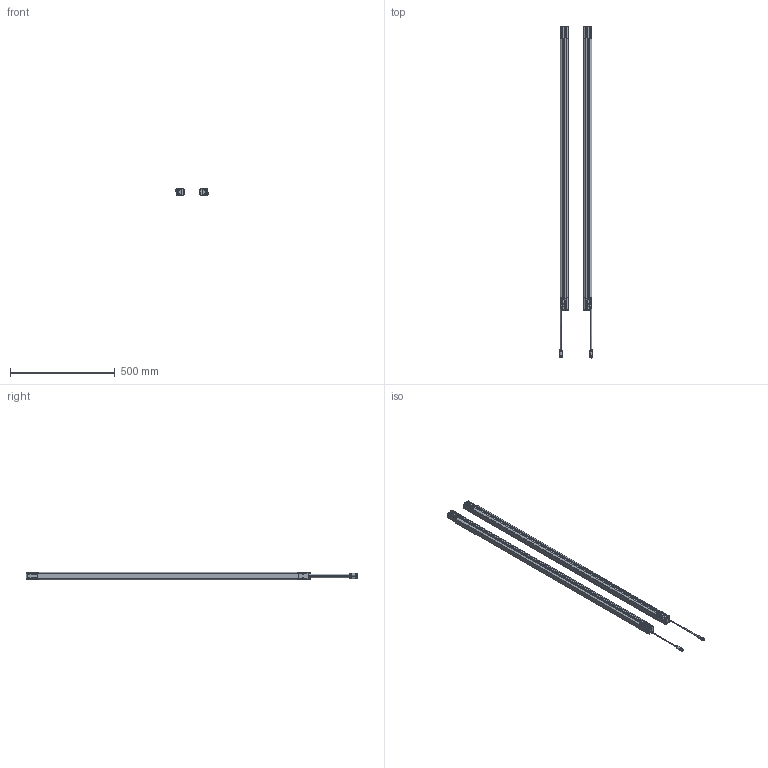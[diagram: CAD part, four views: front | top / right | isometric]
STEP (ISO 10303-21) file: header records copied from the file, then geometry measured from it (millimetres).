
FILE_DESCRIPTION (( 'STEP AP214' ), '1' );
FILE_NAME ('SH4-30-1350-S-8.STEP', '2025-01-17T11:09:35', ( '' ), ( '' ), 'SwSTEP 2.0', 'SolidWorks 2024', '' );
FILE_SCHEMA (( 'AUTOMOTIVE_DESIGN' ));
Length unit declared in the file: inch
Products named in the file (1): SH4-30-1350-S-8
Bounding box: 158.7 x 1587.3 x 35.15 mm (x, y, z)
Volume: 3211925.1 mm3; surface area: 539830.5 mm2
Topology: 4 solids, 14 shells, 2608 faces, 6861 edges, 4302 vertices
Faces by surface type: plane 1186, cylinder 784, bspline 326, cone 236, torus 42, sphere 34
Full cylindrical faces by diameter (mm): 2.013 x8, 2.2 x8, 2.545 x2, 2.551 x2, 2.556 x2, 2.564 x2, 2.8 x1, 3 x8, 3.5 x1, 4.37 x8, 5 x18, 5.5 x4, 8.25 x2, 9.5 x2, 9.7 x2, 10.35 x2, 10.6 x6, 10.8 x2, 13 x2, 14.5 x2
Entity records: 100150 total; most frequent: CARTESIAN_POINT 42455, ORIENTED_EDGE 13012, DIRECTION 10088, EDGE_CURVE 6506, VERTEX_POINT 4203, AXIS2_PLACEMENT_3D 3397, VECTOR 3294, LINE 3294
